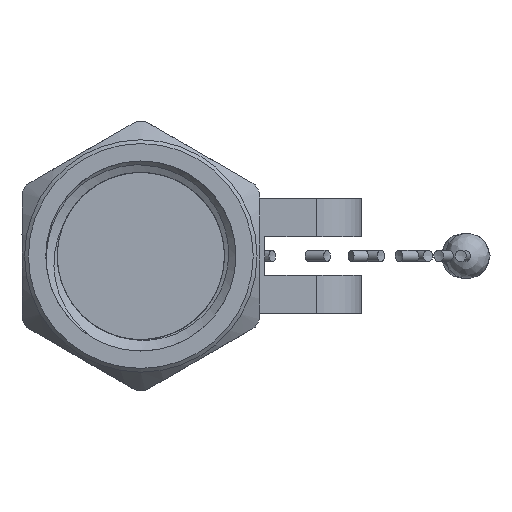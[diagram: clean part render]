
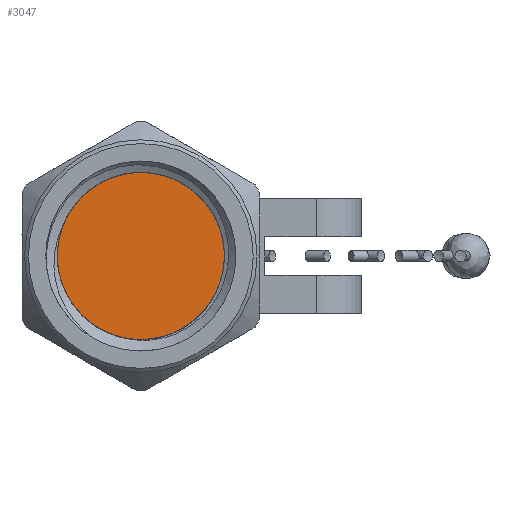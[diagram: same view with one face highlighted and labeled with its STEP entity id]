
A CAD part, left-side view. The second image highlights one B-rep face of the part: STEP entity #3047.
In plain terms, the highlighted planar face has unit normal (-1, 0, 0).
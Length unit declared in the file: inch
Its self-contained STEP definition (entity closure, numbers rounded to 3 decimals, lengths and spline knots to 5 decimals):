
#1 = CARTESIAN_POINT ( 'NONE',  ( 0.2, -0.07167, -0.08329 ) ) ;
#6 = CARTESIAN_POINT ( 'NONE',  ( 0.2, -0.09186, 0.06207 ) ) ;
#56 = AXIS2_PLACEMENT_3D ( 'NONE', #4821, #3468, #1648 ) ;
#79 = VERTEX_POINT ( 'NONE', #1635 ) ;
#331 = CARTESIAN_POINT ( 'NONE',  ( 0.2, 0.01066, 0.1166 ) ) ;
#370 = CARTESIAN_POINT ( 'NONE',  ( 0.2, -0.03199, 0.10985 ) ) ;
#403 = VERTEX_POINT ( 'NONE', #964 ) ;
#406 = FACE_OUTER_BOUND ( 'NONE', #4211, .T. ) ;
#449 = CARTESIAN_POINT ( 'NONE',  ( 0.2, 0.12371, 0.02394 ) ) ;
#496 = CARTESIAN_POINT ( 'NONE',  ( 0.2, 0.11979, 0.03912 ) ) ;
#570 = CARTESIAN_POINT ( 'NONE',  ( 0.2, 0.01632, -0.11534 ) ) ;
#739 = CARTESIAN_POINT ( 'NONE',  ( 0.2, 0.11514, -0.04794 ) ) ;
#913 = CARTESIAN_POINT ( 'NONE',  ( 0.2, 0.09053, 0.08518 ) ) ;
#955 = CARTESIAN_POINT ( 'NONE',  ( 0.2, -0.02513, 0.1122 ) ) ;
#964 = CARTESIAN_POINT ( 'NONE',  ( 0.2, -0.08205, 0.07308 ) ) ;
#1038 = CARTESIAN_POINT ( 'NONE',  ( 0.2, -0.00378, 0.11622 ) ) ;
#1230 = CARTESIAN_POINT ( 'NONE',  ( 0.2, -0.04023, -0.10567 ) ) ;
#1234 = CARTESIAN_POINT ( 'NONE',  ( 0.2, -0.07167, -0.08329 ) ) ;
#1270 = CARTESIAN_POINT ( 'NONE',  ( 0.2, 0.09334, -0.07929 ) ) ;
#1314 = CARTESIAN_POINT ( 'NONE',  ( 0.2, -0.00317, -0.11555 ) ) ;
#1530 = CARTESIAN_POINT ( 'NONE',  ( 0.2, -0.01333, 0.11483 ) ) ;
#1635 = CARTESIAN_POINT ( 'NONE',  ( 0.2, 0.11296, 0.05354 ) ) ;
#1648 = DIRECTION ( 'NONE',  ( 0., 0., 1. ) ) ;
#1798 = CARTESIAN_POINT ( 'NONE',  ( 0.2, 0.06624, 0.10155 ) ) ;
#1812 = CARTESIAN_POINT ( 'NONE',  ( 0.2, -0.10487, -0.03596 ) ) ;
#1844 = CARTESIAN_POINT ( 'NONE',  ( 0.2, -0.05709, -0.096 ) ) ;
#1972 = CARTESIAN_POINT ( 'NONE',  ( 0.2, 0.11055, -0.05653 ) ) ;
#2135 = CARTESIAN_POINT ( 'NONE',  ( 0.2, 0.0034, 0.11675 ) ) ;
#2325 = VERTEX_POINT ( 'NONE', #3041 ) ;
#2425 = CARTESIAN_POINT ( 'NONE',  ( 0.2, -0.08283, -0.07368 ) ) ;
#2466 = CARTESIAN_POINT ( 'NONE',  ( 0.19999, 0.11886, -0.03862 ) ) ;
#2832 = CARTESIAN_POINT ( 'NONE',  ( 0.2, 0.03944, 0.11261 ) ) ;
#2870 = CARTESIAN_POINT ( 'NONE',  ( 0.2, 0.1034, 0.071 ) ) ;
#2901 = CARTESIAN_POINT ( 'NONE',  ( 0.2, -0.05385, 0.09939 ) ) ;
#3041 = CARTESIAN_POINT ( 'NONE',  ( 0.2, -0.07167, -0.08329 ) ) ;
#3047 = ADVANCED_FACE ( 'NONE', ( #406 ), #3425, .T. ) ;
#3065 = CARTESIAN_POINT ( 'NONE',  ( 0.2, 0.09963, -0.07223 ) ) ;
#3214 = CARTESIAN_POINT ( 'NONE',  ( 0.2, 0.05371, -0.10655 ) ) ;
#3425 = PLANE ( 'NONE',  #56 ) ;
#3468 = DIRECTION ( 'NONE',  ( -1., 0., 0. ) ) ;
#3513 = ORIENTED_EDGE ( 'NONE', *, *, #6119, .T. ) ;
#3714 = EDGE_CURVE ( 'NONE', #79, #7213, #4128, .T. ) ;
#3748 = CARTESIAN_POINT ( 'NONE',  ( 0.2, 0.04472, -0.10993 ) ) ;
#3787 = CARTESIAN_POINT ( 'NONE',  ( 0.2, 0.01156, -0.11561 ) ) ;
#4128 = B_SPLINE_CURVE_WITH_KNOTS ( 'NONE', 3,
 ( #4783, #496, #449, #5438, #7946, #7170 ),
 .UNSPECIFIED., .F., .F.,
 ( 4, 2, 4 ),
 ( 0., 0.5, 1. ),
 .UNSPECIFIED. ) ;
#4211 = EDGE_LOOP ( 'NONE', ( #7907, #3513, #7602, #4661 ) ) ;
#4303 = CARTESIAN_POINT ( 'NONE',  ( 0.2, -0.10871, 0.02171 ) ) ;
#4633 = CARTESIAN_POINT ( 'NONE',  ( 0.2, -0.06928, 0.08756 ) ) ;
#4661 = ORIENTED_EDGE ( 'NONE', *, *, #5199, .T. ) ;
#4783 = CARTESIAN_POINT ( 'NONE',  ( 0.2, 0.11296, 0.05354 ) ) ;
#4821 = CARTESIAN_POINT ( 'NONE',  ( 0.2, 0., 0. ) ) ;
#4864 = CARTESIAN_POINT ( 'NONE',  ( 0.2, -0.10865, -0.02204 ) ) ;
#4875 = B_SPLINE_CURVE_WITH_KNOTS ( 'NONE', 3,
 ( #5233, #5981, #4633, #2901, #7744, #370, #955, #7397, #1530, #7904, #1038, #2135, #331, #6632, #5895, #4893, #2832, #6785, #1798, #913, #2870, #7248 ),
 .UNSPECIFIED., .F., .F.,
 ( 4, 2, 2, 1, 2, 2, 1, 2, 2, 2, 2, 4 ),
 ( 0., 0.125, 0.25, 0.3125, 0.34375, 0.375, 0.4375, 0.46875, 0.5, 0.625, 0.75, 1. ),
 .UNSPECIFIED. ) ;
#4893 = CARTESIAN_POINT ( 'NONE',  ( 0.2, 0.03005, 0.11482 ) ) ;
#4942 = CARTESIAN_POINT ( 'NONE',  ( 0.19999, 0.11886, -0.03862 ) ) ;
#4987 = CARTESIAN_POINT ( 'NONE',  ( 0.2, -0.08205, 0.07308 ) ) ;
#5199 = EDGE_CURVE ( 'NONE', #7213, #2325, #6739, .T. ) ;
#5233 = CARTESIAN_POINT ( 'NONE',  ( 0.2, -0.08205, 0.07308 ) ) ;
#5438 = CARTESIAN_POINT ( 'NONE',  ( 0.2, 0.12575, -0.00789 ) ) ;
#5718 = CARTESIAN_POINT ( 'NONE',  ( 0.2, 0.02588, -0.11422 ) ) ;
#5895 = CARTESIAN_POINT ( 'NONE',  ( 0.2, 0.01802, 0.11615 ) ) ;
#5981 = CARTESIAN_POINT ( 'NONE',  ( 0.2, -0.07611, 0.08076 ) ) ;
#6119 = EDGE_CURVE ( 'NONE', #403, #79, #4875, .T. ) ;
#6247 = B_SPLINE_CURVE_WITH_KNOTS ( 'NONE', 3,
 ( #1234, #2425, #7413, #1812, #4864, #6836, #4303, #7322, #6, #4987 ),
 .UNSPECIFIED., .F., .F.,
 ( 4, 2, 2, 2, 4 ),
 ( 0., 0.25, 0.5, 0.75, 1. ),
 .UNSPECIFIED. ) ;
#6293 = CARTESIAN_POINT ( 'NONE',  ( 0.2, -0.06476, -0.09015 ) ) ;
#6617 = EDGE_CURVE ( 'NONE', #2325, #403, #6247, .T. ) ;
#6632 = CARTESIAN_POINT ( 'NONE',  ( 0.2, 0.01553, 0.11636 ) ) ;
#6739 = B_SPLINE_CURVE_WITH_KNOTS ( 'NONE', 3,
 ( #2466, #739, #1972, #3065, #1270, #7568, #6832, #3214, #3748, #7606, #5718, #570, #3787, #1314, #7451, #7529, #1230, #1844, #6293, #1 ),
 .UNSPECIFIED., .F., .F.,
 ( 4, 2, 2, 2, 2, 2, 2, 2, 2, 4 ),
 ( 0., 0.125, 0.25, 0.375, 0.5, 0.5625, 0.625, 0.75, 0.875, 1. ),
 .UNSPECIFIED. ) ;
#6785 = CARTESIAN_POINT ( 'NONE',  ( 0.2, 0.05767, 0.10593 ) ) ;
#6832 = CARTESIAN_POINT ( 'NONE',  ( 0.2, 0.07083, -0.09762 ) ) ;
#6836 = CARTESIAN_POINT ( 'NONE',  ( 0.2, -0.11062, 0.00736 ) ) ;
#7170 = CARTESIAN_POINT ( 'NONE',  ( 0.19999, 0.11886, -0.03862 ) ) ;
#7213 = VERTEX_POINT ( 'NONE', #4942 ) ;
#7248 = CARTESIAN_POINT ( 'NONE',  ( 0.2, 0.11296, 0.05354 ) ) ;
#7322 = CARTESIAN_POINT ( 'NONE',  ( 0.2, -0.09916, 0.04959 ) ) ;
#7397 = CARTESIAN_POINT ( 'NONE',  ( 0.2, -0.01808, 0.11387 ) ) ;
#7413 = CARTESIAN_POINT ( 'NONE',  ( 0.2, -0.09172, -0.06225 ) ) ;
#7451 = CARTESIAN_POINT ( 'NONE',  ( 0.2, -0.01265, -0.11431 ) ) ;
#7529 = CARTESIAN_POINT ( 'NONE',  ( 0.2, -0.03136, -0.10932 ) ) ;
#7568 = CARTESIAN_POINT ( 'NONE',  ( 0.2, 0.07882, -0.09213 ) ) ;
#7602 = ORIENTED_EDGE ( 'NONE', *, *, #3714, .T. ) ;
#7606 = CARTESIAN_POINT ( 'NONE',  ( 0.2, 0.03062, -0.11336 ) ) ;
#7744 = CARTESIAN_POINT ( 'NONE',  ( 0.2, -0.04546, 0.10423 ) ) ;
#7904 = CARTESIAN_POINT ( 'NONE',  ( 0.2, -0.01089, 0.11525 ) ) ;
#7907 = ORIENTED_EDGE ( 'NONE', *, *, #6617, .T. ) ;
#7946 = CARTESIAN_POINT ( 'NONE',  ( 0.2, 0.12379, -0.02344 ) ) ;
